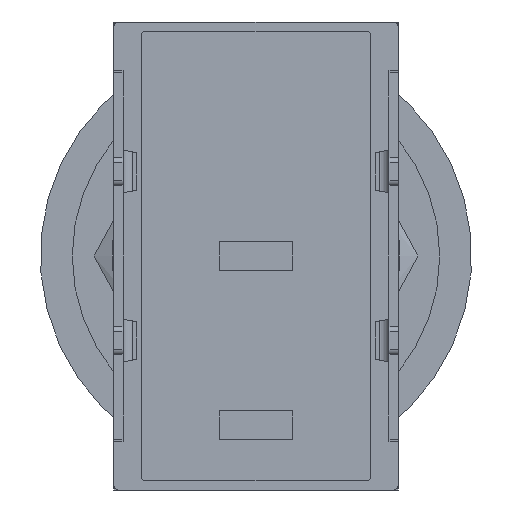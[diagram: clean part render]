
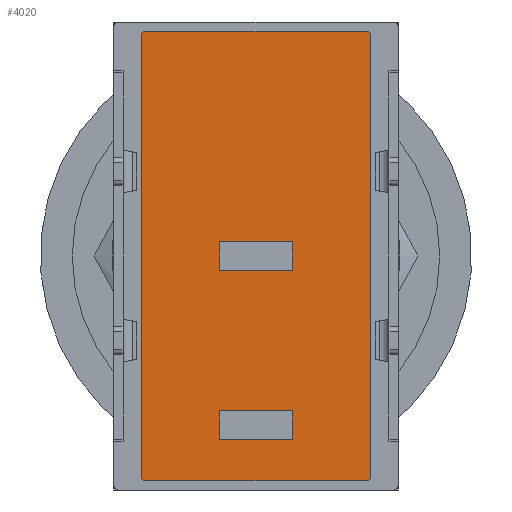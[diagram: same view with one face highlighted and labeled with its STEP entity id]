
A CAD part, front view. The second image highlights one B-rep face of the part: STEP entity #4020.
In plain terms, the highlighted planar face has unit normal (0, -1, 0).
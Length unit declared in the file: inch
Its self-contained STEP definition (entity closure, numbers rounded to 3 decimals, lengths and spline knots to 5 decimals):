
#131=FACE_BOUND('',#748,.T.);
#132=FACE_BOUND('',#749,.T.);
#245=CIRCLE('',#4351,0.00512);
#247=CIRCLE('',#4355,0.00512);
#249=CIRCLE('',#4359,0.00512);
#251=CIRCLE('',#4363,0.00512);
#514=FACE_OUTER_BOUND('',#747,.T.);
#747=EDGE_LOOP('',(#3635,#3636,#3637,#3638,#3639,#3640,#3641,#3642));
#748=EDGE_LOOP('',(#3643,#3644,#3645,#3646));
#749=EDGE_LOOP('',(#3647,#3648,#3649,#3650));
#1124=LINE('',#6589,#1543);
#1128=LINE('',#6596,#1547);
#1132=LINE('',#6604,#1551);
#1133=LINE('',#6606,#1552);
#1148=LINE('',#6638,#1567);
#1152=LINE('',#6645,#1571);
#1156=LINE('',#6653,#1575);
#1157=LINE('',#6655,#1576);
#1162=LINE('',#6670,#1581);
#1166=LINE('',#6682,#1585);
#1170=LINE('',#6694,#1589);
#1173=LINE('',#6703,#1592);
#1543=VECTOR('',#5359,0.079);
#1547=VECTOR('',#5365,0.031);
#1551=VECTOR('',#5373,0.031);
#1552=VECTOR('',#5376,0.079);
#1567=VECTOR('',#5401,0.079);
#1571=VECTOR('',#5407,0.031);
#1575=VECTOR('',#5415,0.031);
#1576=VECTOR('',#5418,0.079);
#1581=VECTOR('',#5431,0.24076);
#1585=VECTOR('',#5443,0.48176);
#1589=VECTOR('',#5455,0.24076);
#1592=VECTOR('',#5466,0.48176);
#1928=VERTEX_POINT('',#6586);
#1929=VERTEX_POINT('',#6588);
#1930=VERTEX_POINT('',#6592);
#1933=VERTEX_POINT('',#6602);
#1944=VERTEX_POINT('',#6635);
#1945=VERTEX_POINT('',#6637);
#1946=VERTEX_POINT('',#6641);
#1949=VERTEX_POINT('',#6651);
#1952=VERTEX_POINT('',#6660);
#1953=VERTEX_POINT('',#6662);
#1955=VERTEX_POINT('',#6668);
#1957=VERTEX_POINT('',#6674);
#1959=VERTEX_POINT('',#6680);
#1961=VERTEX_POINT('',#6686);
#1963=VERTEX_POINT('',#6692);
#1965=VERTEX_POINT('',#6698);
#2473=EDGE_CURVE('',#1929,#1928,#1124,.T.);
#2477=EDGE_CURVE('',#1930,#1929,#1128,.T.);
#2481=EDGE_CURVE('',#1928,#1933,#1132,.T.);
#2482=EDGE_CURVE('',#1933,#1930,#1133,.T.);
#2497=EDGE_CURVE('',#1945,#1944,#1148,.T.);
#2501=EDGE_CURVE('',#1946,#1945,#1152,.T.);
#2505=EDGE_CURVE('',#1944,#1949,#1156,.T.);
#2506=EDGE_CURVE('',#1949,#1946,#1157,.T.);
#2509=EDGE_CURVE('',#1952,#1953,#245,.T.);
#2513=EDGE_CURVE('',#1955,#1952,#1162,.T.);
#2516=EDGE_CURVE('',#1957,#1955,#247,.T.);
#2519=EDGE_CURVE('',#1959,#1957,#1166,.T.);
#2522=EDGE_CURVE('',#1961,#1959,#249,.T.);
#2525=EDGE_CURVE('',#1963,#1961,#1170,.T.);
#2528=EDGE_CURVE('',#1965,#1963,#251,.T.);
#2530=EDGE_CURVE('',#1953,#1965,#1173,.T.);
#3635=ORIENTED_EDGE('',*,*,#2530,.F.);
#3636=ORIENTED_EDGE('',*,*,#2509,.F.);
#3637=ORIENTED_EDGE('',*,*,#2513,.F.);
#3638=ORIENTED_EDGE('',*,*,#2516,.F.);
#3639=ORIENTED_EDGE('',*,*,#2519,.F.);
#3640=ORIENTED_EDGE('',*,*,#2522,.F.);
#3641=ORIENTED_EDGE('',*,*,#2525,.F.);
#3642=ORIENTED_EDGE('',*,*,#2528,.F.);
#3643=ORIENTED_EDGE('',*,*,#2473,.T.);
#3644=ORIENTED_EDGE('',*,*,#2481,.T.);
#3645=ORIENTED_EDGE('',*,*,#2482,.T.);
#3646=ORIENTED_EDGE('',*,*,#2477,.T.);
#3647=ORIENTED_EDGE('',*,*,#2497,.T.);
#3648=ORIENTED_EDGE('',*,*,#2505,.T.);
#3649=ORIENTED_EDGE('',*,*,#2506,.T.);
#3650=ORIENTED_EDGE('',*,*,#2501,.T.);
#3808=PLANE('',#4365);
#4020=ADVANCED_FACE('',(#514,#131,#132),#3808,.F.);
#4351=AXIS2_PLACEMENT_3D('',#6663,#5424,#5425);
#4355=AXIS2_PLACEMENT_3D('',#6676,#5437,#5438);
#4359=AXIS2_PLACEMENT_3D('',#6688,#5449,#5450);
#4363=AXIS2_PLACEMENT_3D('',#6700,#5461,#5462);
#4365=AXIS2_PLACEMENT_3D('',#6704,#5467,#5468);
#5359=DIRECTION('',(-1.,0.,0.));
#5365=DIRECTION('',(0.,0.,-1.));
#5373=DIRECTION('',(0.,0.,1.));
#5376=DIRECTION('',(1.,0.,0.));
#5401=DIRECTION('',(-1.,0.,0.));
#5407=DIRECTION('',(0.,0.,-1.));
#5415=DIRECTION('',(0.,0.,1.));
#5418=DIRECTION('',(1.,0.,0.));
#5424=DIRECTION('center_axis',(0.,1.,0.));
#5425=DIRECTION('ref_axis',(0.,0.,-1.));
#5431=DIRECTION('',(-1.,0.,0.));
#5437=DIRECTION('center_axis',(0.,1.,0.));
#5438=DIRECTION('ref_axis',(1.,0.,0.));
#5443=DIRECTION('',(0.,0.,-1.));
#5449=DIRECTION('center_axis',(0.,1.,0.));
#5450=DIRECTION('ref_axis',(0.,0.,1.));
#5455=DIRECTION('',(1.,0.,0.));
#5461=DIRECTION('center_axis',(0.,1.,0.));
#5462=DIRECTION('ref_axis',(-1.,0.,0.));
#5466=DIRECTION('',(0.,0.,1.));
#5467=DIRECTION('center_axis',(0.,1.,0.));
#5468=DIRECTION('ref_axis',(0.,0.,1.));
#6586=CARTESIAN_POINT('',(-0.0395,0.,-0.0155));
#6588=CARTESIAN_POINT('',(0.0395,0.,-0.0155));
#6589=CARTESIAN_POINT('',(0.,0.,-0.0155));
#6592=CARTESIAN_POINT('',(0.0395,0.,0.0155));
#6596=CARTESIAN_POINT('',(0.0395,0.,0.));
#6602=CARTESIAN_POINT('',(-0.0395,0.,0.0155));
#6604=CARTESIAN_POINT('',(-0.0395,0.,0.));
#6606=CARTESIAN_POINT('',(0.,0.,0.0155));
#6635=CARTESIAN_POINT('',(-0.0395,0.,-0.2005));
#6637=CARTESIAN_POINT('',(0.0395,0.,-0.2005));
#6638=CARTESIAN_POINT('',(0.,0.,-0.2005));
#6641=CARTESIAN_POINT('',(0.0395,0.,-0.1695));
#6645=CARTESIAN_POINT('',(0.0395,0.,-0.0925));
#6651=CARTESIAN_POINT('',(-0.0395,0.,-0.1695));
#6653=CARTESIAN_POINT('',(-0.0395,0.,-0.0925));
#6655=CARTESIAN_POINT('',(0.,0.,-0.1695));
#6660=CARTESIAN_POINT('',(-0.12038,0.,-0.246));
#6662=CARTESIAN_POINT('',(-0.1255,0.,-0.24088));
#6663=CARTESIAN_POINT('Origin',(-0.12038,0.,-0.24088));
#6668=CARTESIAN_POINT('',(0.12038,0.,-0.246));
#6670=CARTESIAN_POINT('',(0.12038,0.,-0.246));
#6674=CARTESIAN_POINT('',(0.1255,0.,-0.24088));
#6676=CARTESIAN_POINT('Origin',(0.12038,0.,-0.24088));
#6680=CARTESIAN_POINT('',(0.1255,0.,0.24088));
#6682=CARTESIAN_POINT('',(0.1255,0.,0.24088));
#6686=CARTESIAN_POINT('',(0.12038,0.,0.246));
#6688=CARTESIAN_POINT('Origin',(0.12038,0.,0.24088));
#6692=CARTESIAN_POINT('',(-0.12038,0.,0.246));
#6694=CARTESIAN_POINT('',(-0.12038,0.,0.246));
#6698=CARTESIAN_POINT('',(-0.1255,0.,0.24088));
#6700=CARTESIAN_POINT('Origin',(-0.12038,0.,0.24088));
#6703=CARTESIAN_POINT('',(-0.1255,0.,-0.24088));
#6704=CARTESIAN_POINT('Origin',(0.,0.,0.));
